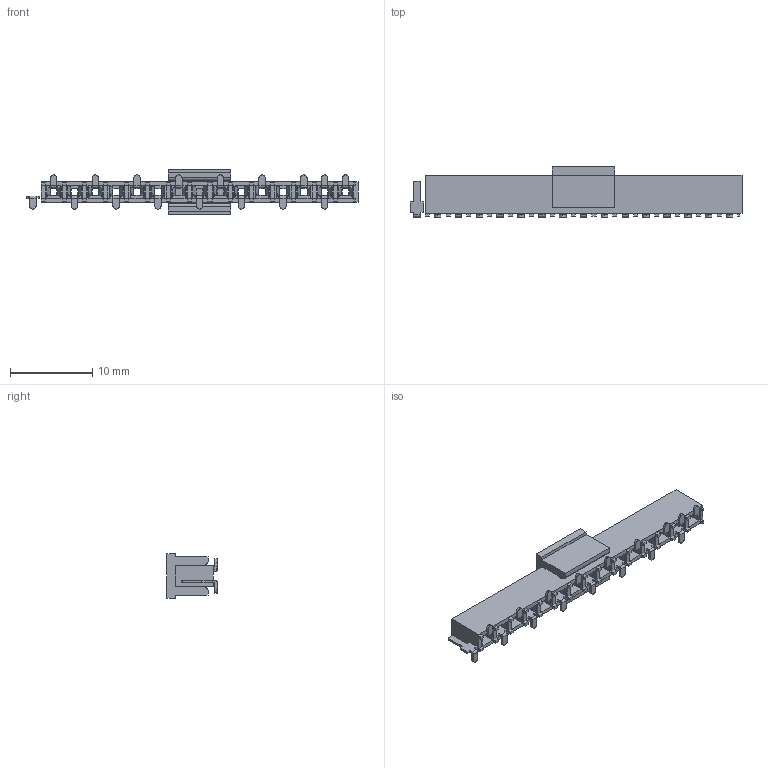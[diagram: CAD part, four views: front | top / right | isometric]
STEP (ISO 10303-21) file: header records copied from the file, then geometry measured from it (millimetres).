
FILE_DESCRIPTION(('STEP AP214'),'1');
FILE_NAME('a-bl254-eg-g15mp1.stp','2018-05-28T10:14:15',('TraceParts'),('TraceParts S.A.'),'Spatial InterOp 3D',' ',' ');
FILE_SCHEMA(('automotive_design'));
Length unit declared in the file: millimetre
Products named in the file (81): a-bl254-eg-g15mp1_1; a-bl254-eg-g15mp1_2; a-bl254-eg-g15mp1_3; a-bl254-eg-g15mp1_4; a-bl254-eg-g15mp1_5; a-bl254-eg-g15mp1_6; a-bl254-eg-g15mp1_7; a-bl254-eg-g15mp1_8; a-bl254-eg-g15mp1_9; a-bl254-eg-g15mp1_10; a-bl254-eg-g15mp1_11; a-bl254-eg-g15mp1_12; a-bl254-eg-g15mp1_13; a-bl254-eg-g15mp1_14; a-bl254-eg-g15mp1_15; a-bl254-eg-g15mp1_16; a-bl254-eg-g15mp1_17; a-bl254-eg-g15mp1_18; a-bl254-eg-g15mp1_19; a-bl254-eg-g15mp1_20; a-bl254-eg-g15mp1_21; a-bl254-eg-g15mp1_22; a-bl254-eg-g15mp1_23; a-bl254-eg-g15mp1_24; a-bl254-eg-g15mp1_25; a-bl254-eg-g15mp1_26; a-bl254-eg-g15mp1_27; a-bl254-eg-g15mp1_28; a-bl254-eg-g15mp1_29; a-bl254-eg-g15mp1_30; a-bl254-eg-g15mp1_31; a-bl254-eg-g15mp1_32; a-bl254-eg-g15mp1_33; a-bl254-eg-g15mp1_34; a-bl254-eg-g15mp1_35; a-bl254-eg-g15mp1_36; a-bl254-eg-g15mp1_37; a-bl254-eg-g15mp1_38; a-bl254-eg-g15mp1_39; a-bl254-eg-g15mp1_40 ...
Bounding box: 40.45 x 6.1 x 5.45 mm (x, y, z)
Volume: 400.2 mm3; surface area: 1824.5 mm2
Topology: 81 solids, 81 shells, 1742 faces, 4635 edges, 3070 vertices
Faces by surface type: plane 1146, cylinder 596
Entity records: 55106 total; most frequent: CARTESIAN_POINT 10608, ORIENTED_EDGE 9270, DIRECTION 8813, EDGE_CURVE 4635, LINE 3383, VECTOR 3383, VERTEX_POINT 3070, AXIS2_PLACEMENT_3D 2715
